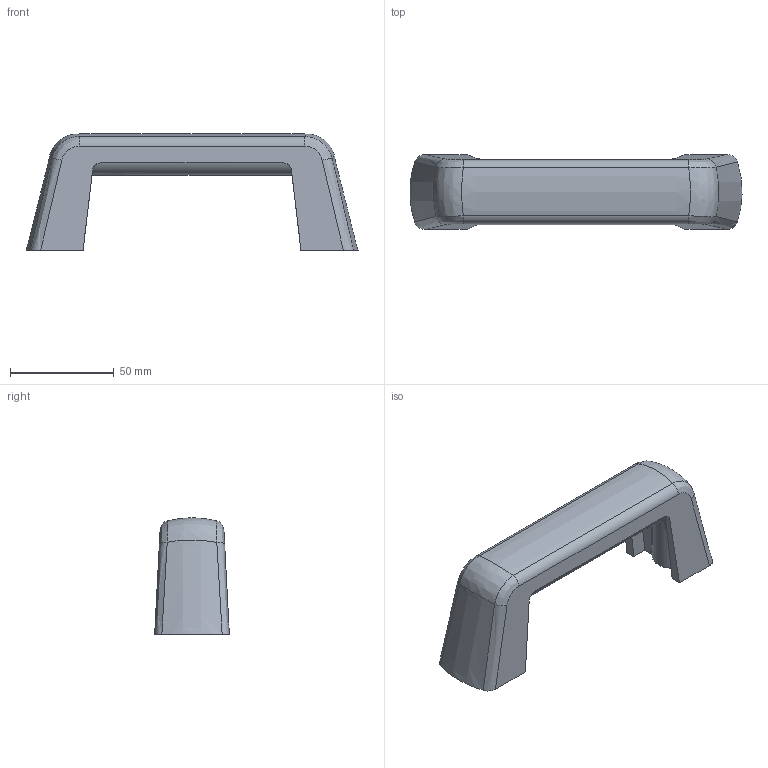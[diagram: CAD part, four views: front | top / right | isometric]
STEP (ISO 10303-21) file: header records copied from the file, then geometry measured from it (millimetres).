
FILE_DESCRIPTION( ( 'Unknown' ), '1' );
FILE_NAME( '6146030_MS132.stp', 'Unknown', ( 'Unknown' ), ( 'Unknown' ), 'PSStep 11.0', 'Unknown', ' ' );
FILE_SCHEMA( ( 'AUTOMOTIVE_DESIGN { 1 0 10303 214 1 1 1 1 }' ) );
Length unit declared in the file: millimetre
Products named in the file (1): 6146030
Bounding box: 159.99 x 36 x 56 mm (x, y, z)
Volume: 104764.3 mm3; surface area: 26305.5 mm2
Topology: 1 solids, 1 shells, 76 faces, 191 edges, 119 vertices
Faces by surface type: cylinder 24, plane 21, bspline 20, cone 4, torus 4, extrusion 3
Full cylindrical faces by diameter (mm): 6.647 x2, 10 x2
Entity records: 6131 total; most frequent: CARTESIAN_POINT 3839, ORIENTED_EDGE 358, DIRECTION 323, EDGE_CURVE 179, AXIS2_PLACEMENT_3D 126, VERTEX_POINT 117, EDGE_LOOP 86, FACE_OUTER_BOUND 80
